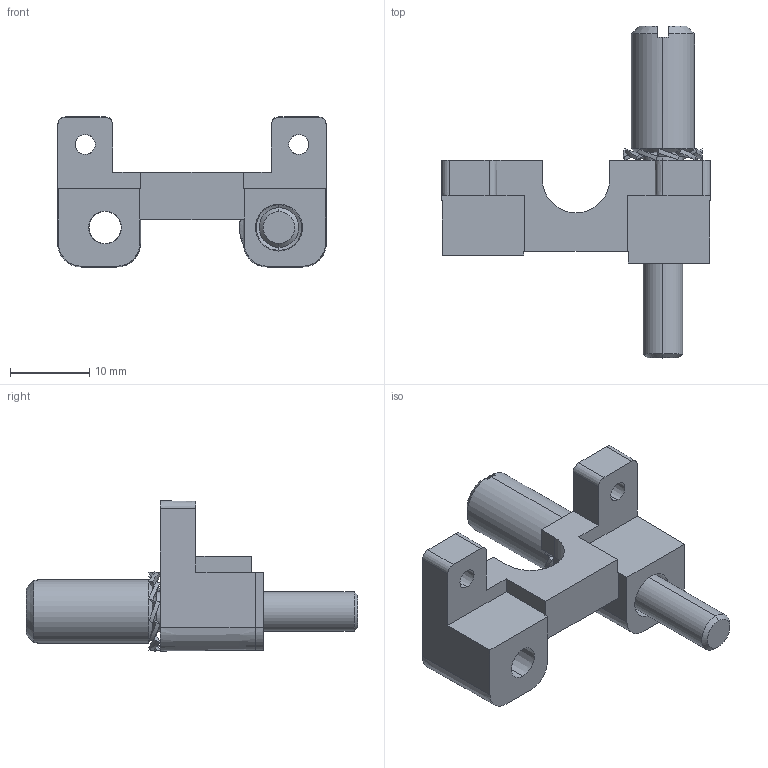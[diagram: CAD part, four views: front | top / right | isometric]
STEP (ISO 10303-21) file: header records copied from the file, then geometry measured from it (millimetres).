
FILE_DESCRIPTION((''),'2;1');
FILE_NAME('3D_1980020070014_S-APT02_V1_0','2019-07-20T',('zl.chen'),(''),'PRO/ENGINEER BY PARAMETRIC TECHNOLOGY CORPORATION, 2013430','PRO/ENGINEER BY PARAMETRIC TECHNOLOGY CORPORATION, 2013430','');
FILE_SCHEMA(('CONFIG_CONTROL_DESIGN','SHAPE_APPEARANCE_LAYERS_GROUPS'));
Length unit declared in the file: millimetre
Products named in the file (1): 3D_1980020070014_S-APT02_V1_0
Bounding box: 34 x 42 x 19.01 mm (x, y, z)
Volume: 4200.7 mm3; surface area: 3440.1 mm2
Topology: 1 solids, 1 shells, 270 faces, 709 edges, 455 vertices
Faces by surface type: extrusion 84, plane 82, bspline 55, cone 29, cylinder 20
Entity records: 12217 total; most frequent: CARTESIAN_POINT 6087, ORIENTED_EDGE 1418, DIRECTION 904, EDGE_CURVE 709, VERTEX_POINT 455, VECTOR 442, LINE 358, B_SPLINE_CURVE_WITH_KNOTS 335
